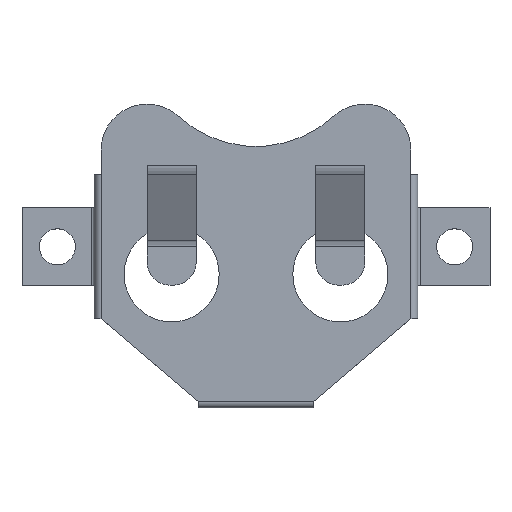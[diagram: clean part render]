
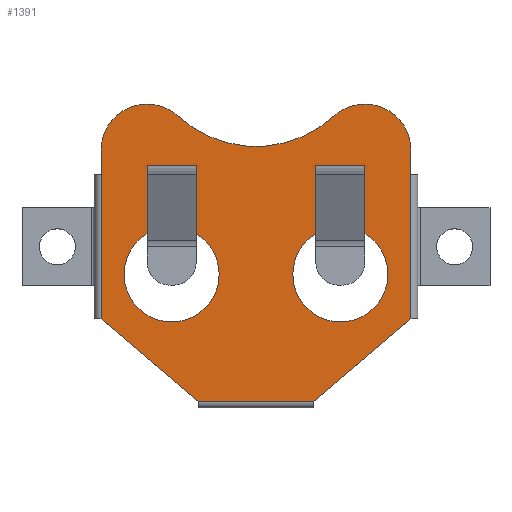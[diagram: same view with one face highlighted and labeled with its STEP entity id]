
A CAD part, top view. The second image highlights one B-rep face of the part: STEP entity #1391.
In plain terms, the highlighted planar face has unit normal (0, 0, 1).
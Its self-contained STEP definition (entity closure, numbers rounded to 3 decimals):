
#697 = EDGE_CURVE('',#698,#700,#702,.T.);
#698 = VERTEX_POINT('',#699);
#699 = CARTESIAN_POINT('',(7.1,0.855,3.85));
#700 = VERTEX_POINT('',#701);
#701 = CARTESIAN_POINT('',(7.1,5.3,3.85));
#702 = LINE('',#703,#704);
#703 = CARTESIAN_POINT('',(7.1,0.855,3.85));
#704 = VECTOR('',#705,1.);
#705 = DIRECTION('',(0.,1.,0.));
#733 = VERTEX_POINT('',#734);
#734 = CARTESIAN_POINT('',(3.9,5.3,3.85));
#741 = EDGE_CURVE('',#700,#733,#742,.T.);
#742 = LINE('',#743,#744);
#743 = CARTESIAN_POINT('',(7.1,5.3,3.85));
#744 = VECTOR('',#745,1.);
#745 = DIRECTION('',(-1.,0.,0.));
#755 = EDGE_CURVE('',#733,#756,#758,.T.);
#756 = VERTEX_POINT('',#757);
#757 = CARTESIAN_POINT('',(3.9,0.855,3.85));
#758 = LINE('',#759,#760);
#759 = CARTESIAN_POINT('',(3.9,5.3,3.85));
#760 = VECTOR('',#761,1.);
#761 = DIRECTION('',(0.,-1.,0.));
#832 = VERTEX_POINT('',#833);
#833 = CARTESIAN_POINT('',(3.75,-10.1,3.85));
#841 = VERTEX_POINT('',#842);
#842 = CARTESIAN_POINT('',(10.1,-4.7,3.85));
#848 = EDGE_CURVE('',#832,#841,#849,.T.);
#849 = LINE('',#850,#851);
#850 = CARTESIAN_POINT('',(3.75,-10.1,3.85));
#851 = VECTOR('',#852,1.);
#852 = DIRECTION('',(0.762,0.648,0.));
#895 = EDGE_CURVE('',#896,#898,#900,.T.);
#896 = VERTEX_POINT('',#897);
#897 = CARTESIAN_POINT('',(10.1,4.7,3.85));
#898 = VERTEX_POINT('',#899);
#899 = CARTESIAN_POINT('',(10.1,6.3,3.85));
#900 = LINE('',#901,#902);
#901 = CARTESIAN_POINT('',(10.1,-4.7,3.85));
#902 = VECTOR('',#903,1.);
#903 = DIRECTION('',(0.,1.,0.));
#929 = VERTEX_POINT('',#930);
#930 = CARTESIAN_POINT('',(7.1,9.3,3.85));
#936 = EDGE_CURVE('',#898,#929,#937,.T.);
#937 = CIRCLE('',#938,3.);
#938 = AXIS2_PLACEMENT_3D('',#939,#940,#941);
#939 = CARTESIAN_POINT('',(7.1,6.3,3.85));
#940 = DIRECTION('',(0.,0.,1.));
#941 = DIRECTION('',(1.,0.,0.));
#954 = VERTEX_POINT('',#955);
#955 = CARTESIAN_POINT('',(5.071,8.51,3.85));
#961 = EDGE_CURVE('',#929,#954,#962,.T.);
#962 = CIRCLE('',#963,3.);
#963 = AXIS2_PLACEMENT_3D('',#964,#965,#966);
#964 = CARTESIAN_POINT('',(7.1,6.3,3.85));
#965 = DIRECTION('',(0.,0.,1.));
#966 = DIRECTION('',(1.,0.,0.));
#977 = VERTEX_POINT('',#978);
#978 = CARTESIAN_POINT('',(-5.071,8.51,3.85));
#986 = EDGE_CURVE('',#977,#954,#987,.T.);
#987 = CIRCLE('',#988,7.5);
#988 = AXIS2_PLACEMENT_3D('',#989,#990,#991);
#989 = CARTESIAN_POINT('',(0.,14.036,3.85));
#990 = DIRECTION('',(0.,0.,1.));
#991 = DIRECTION('',(1.,0.,0.));
#1004 = VERTEX_POINT('',#1005);
#1005 = CARTESIAN_POINT('',(-7.1,9.3,3.85));
#1011 = EDGE_CURVE('',#977,#1004,#1012,.T.);
#1012 = CIRCLE('',#1013,3.);
#1013 = AXIS2_PLACEMENT_3D('',#1014,#1015,#1016);
#1014 = CARTESIAN_POINT('',(-7.1,6.3,3.85));
#1015 = DIRECTION('',(0.,0.,1.));
#1016 = DIRECTION('',(1.,0.,0.));
#1029 = VERTEX_POINT('',#1030);
#1030 = CARTESIAN_POINT('',(-10.1,6.3,3.85));
#1036 = EDGE_CURVE('',#1004,#1029,#1037,.T.);
#1037 = CIRCLE('',#1038,3.);
#1038 = AXIS2_PLACEMENT_3D('',#1039,#1040,#1041);
#1039 = CARTESIAN_POINT('',(-7.1,6.3,3.85));
#1040 = DIRECTION('',(0.,0.,1.));
#1041 = DIRECTION('',(1.,0.,0.));
#1084 = EDGE_CURVE('',#1085,#1029,#1087,.T.);
#1085 = VERTEX_POINT('',#1086);
#1086 = CARTESIAN_POINT('',(-10.1,4.7,3.85));
#1087 = LINE('',#1088,#1089);
#1088 = CARTESIAN_POINT('',(-10.1,-4.7,3.85));
#1089 = VECTOR('',#1090,1.);
#1090 = DIRECTION('',(0.,1.,0.));
#1109 = VERTEX_POINT('',#1110);
#1110 = CARTESIAN_POINT('',(-3.75,-10.1,3.85));
#1118 = VERTEX_POINT('',#1119);
#1119 = CARTESIAN_POINT('',(-10.1,-4.7,3.85));
#1125 = EDGE_CURVE('',#1109,#1118,#1126,.T.);
#1126 = LINE('',#1127,#1128);
#1127 = CARTESIAN_POINT('',(-3.75,-10.1,3.85));
#1128 = VECTOR('',#1129,1.);
#1129 = DIRECTION('',(-0.762,0.648,0.));
#1142 = EDGE_CURVE('',#756,#698,#1143,.T.);
#1143 = CIRCLE('',#1144,3.1);
#1144 = AXIS2_PLACEMENT_3D('',#1145,#1146,#1147);
#1145 = CARTESIAN_POINT('',(5.5,-1.8,3.85));
#1146 = DIRECTION('',(0.,0.,1.));
#1147 = DIRECTION('',(1.,0.,0.));
#1224 = EDGE_CURVE('',#1225,#1227,#1229,.T.);
#1225 = VERTEX_POINT('',#1226);
#1226 = CARTESIAN_POINT('',(-7.1,5.3,3.85));
#1227 = VERTEX_POINT('',#1228);
#1228 = CARTESIAN_POINT('',(-7.1,0.855,3.85));
#1229 = LINE('',#1230,#1231);
#1230 = CARTESIAN_POINT('',(-7.1,5.3,3.85));
#1231 = VECTOR('',#1232,1.);
#1232 = DIRECTION('',(0.,-1.,0.));
#1267 = VERTEX_POINT('',#1268);
#1268 = CARTESIAN_POINT('',(-3.9,0.855,3.85));
#1274 = EDGE_CURVE('',#1227,#1267,#1275,.T.);
#1275 = CIRCLE('',#1276,3.1);
#1276 = AXIS2_PLACEMENT_3D('',#1277,#1278,#1279);
#1277 = CARTESIAN_POINT('',(-5.5,-1.8,3.85));
#1278 = DIRECTION('',(0.,0.,1.));
#1279 = DIRECTION('',(1.,0.,0.));
#1289 = EDGE_CURVE('',#1267,#1290,#1292,.T.);
#1290 = VERTEX_POINT('',#1291);
#1291 = CARTESIAN_POINT('',(-3.9,5.3,3.85));
#1292 = LINE('',#1293,#1294);
#1293 = CARTESIAN_POINT('',(-3.9,0.855,3.85));
#1294 = VECTOR('',#1295,1.);
#1295 = DIRECTION('',(0.,1.,0.));
#1391 = ADVANCED_FACE('',(#1392,#1421,#1427),#1438,.T.);
#1392 = FACE_BOUND('',#1393,.T.);
#1393 = EDGE_LOOP('',(#1394,#1400,#1401,#1407,#1408,#1409,#1410,#1411,
    #1412,#1413,#1414,#1420));
#1394 = ORIENTED_EDGE('',*,*,#1395,.T.);
#1395 = EDGE_CURVE('',#1109,#832,#1396,.T.);
#1396 = LINE('',#1397,#1398);
#1397 = CARTESIAN_POINT('',(-3.75,-10.1,3.85));
#1398 = VECTOR('',#1399,1.);
#1399 = DIRECTION('',(1.,0.,0.));
#1400 = ORIENTED_EDGE('',*,*,#848,.T.);
#1401 = ORIENTED_EDGE('',*,*,#1402,.T.);
#1402 = EDGE_CURVE('',#841,#896,#1403,.T.);
#1403 = LINE('',#1404,#1405);
#1404 = CARTESIAN_POINT('',(10.1,-4.7,3.85));
#1405 = VECTOR('',#1406,1.);
#1406 = DIRECTION('',(0.,1.,0.));
#1407 = ORIENTED_EDGE('',*,*,#895,.T.);
#1408 = ORIENTED_EDGE('',*,*,#936,.T.);
#1409 = ORIENTED_EDGE('',*,*,#961,.T.);
#1410 = ORIENTED_EDGE('',*,*,#986,.F.);
#1411 = ORIENTED_EDGE('',*,*,#1011,.T.);
#1412 = ORIENTED_EDGE('',*,*,#1036,.T.);
#1413 = ORIENTED_EDGE('',*,*,#1084,.F.);
#1414 = ORIENTED_EDGE('',*,*,#1415,.F.);
#1415 = EDGE_CURVE('',#1118,#1085,#1416,.T.);
#1416 = LINE('',#1417,#1418);
#1417 = CARTESIAN_POINT('',(-10.1,-4.7,3.85));
#1418 = VECTOR('',#1419,1.);
#1419 = DIRECTION('',(0.,1.,0.));
#1420 = ORIENTED_EDGE('',*,*,#1125,.F.);
#1421 = FACE_BOUND('',#1422,.F.);
#1422 = EDGE_LOOP('',(#1423,#1424,#1425,#1426));
#1423 = ORIENTED_EDGE('',*,*,#755,.T.);
#1424 = ORIENTED_EDGE('',*,*,#1142,.T.);
#1425 = ORIENTED_EDGE('',*,*,#697,.T.);
#1426 = ORIENTED_EDGE('',*,*,#741,.T.);
#1427 = FACE_BOUND('',#1428,.F.);
#1428 = EDGE_LOOP('',(#1429,#1430,#1431,#1432));
#1429 = ORIENTED_EDGE('',*,*,#1224,.T.);
#1430 = ORIENTED_EDGE('',*,*,#1274,.T.);
#1431 = ORIENTED_EDGE('',*,*,#1289,.T.);
#1432 = ORIENTED_EDGE('',*,*,#1433,.T.);
#1433 = EDGE_CURVE('',#1290,#1225,#1434,.T.);
#1434 = LINE('',#1435,#1436);
#1435 = CARTESIAN_POINT('',(-3.9,5.3,3.85));
#1436 = VECTOR('',#1437,1.);
#1437 = DIRECTION('',(-1.,0.,0.));
#1438 = PLANE('',#1439);
#1439 = AXIS2_PLACEMENT_3D('',#1440,#1441,#1442);
#1440 = CARTESIAN_POINT('',(0.,0.327,3.85));
#1441 = DIRECTION('',(0.,0.,1.));
#1442 = DIRECTION('',(1.,0.,0.));
